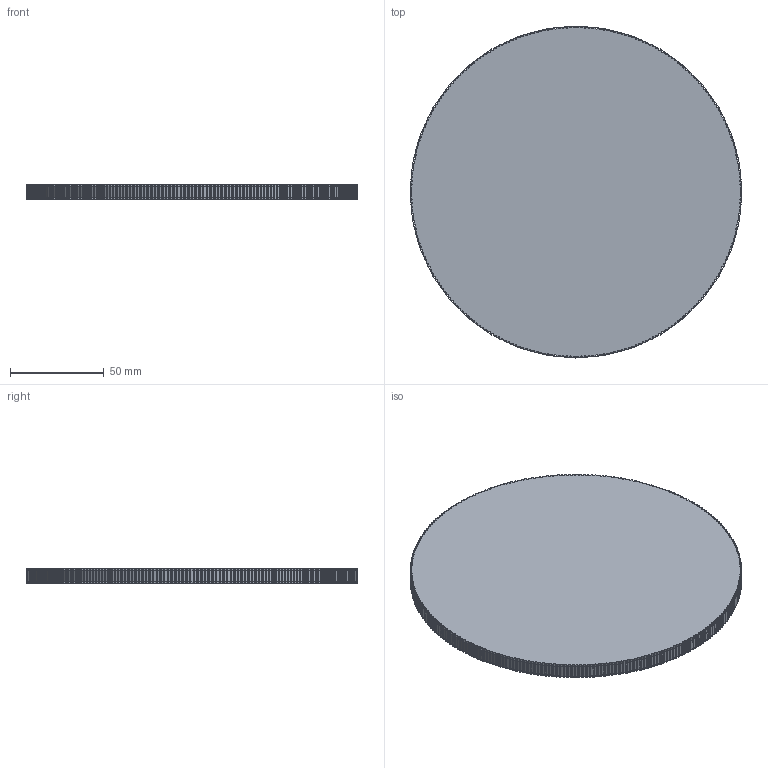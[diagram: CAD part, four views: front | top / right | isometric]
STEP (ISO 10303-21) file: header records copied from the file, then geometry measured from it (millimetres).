
FILE_DESCRIPTION('2;1');
FILE_NAME(/* name */ 'gt2_pulley_t278.stp',/* time_stamp */ '2022-07-26T09:38:26+09:00',/* author */ (''),/* organization */ (''),/* preprocessor_version */ '',/* originating_system */ '',/* authorisation */ '');
FILE_SCHEMA (('AP203_CONFIGURATION_CONTROLLED_3D_DESIGN_OF_MECHANICAL_PARTS_AND_ASSEMBLIES_MIM_LF { 1 0 10303 403 2 1 2}'));
Length unit declared in the file: millimetre
Products named in the file (1): gt2_pulley_t278
Bounding box: 176.98 x 176.98 x 8 mm (x, y, z)
Volume: 194050.6 mm3; surface area: 58125.6 mm2
Topology: 1 solids, 2 shells, 1115 faces, 3339 edges, 2226 vertices
Faces by surface type: cylinder 1113, plane 2
Full cylindrical faces by diameter (mm): 176.98 x1
Entity records: 39078 total; most frequent: DIRECTION 7796, CARTESIAN_POINT 6680, ORIENTED_EDGE 6674, AXIS2_PLACEMENT_3D 3342, EDGE_CURVE 3338, VERTEX_POINT 2226, CIRCLE 2226, EDGE_LOOP 1116
